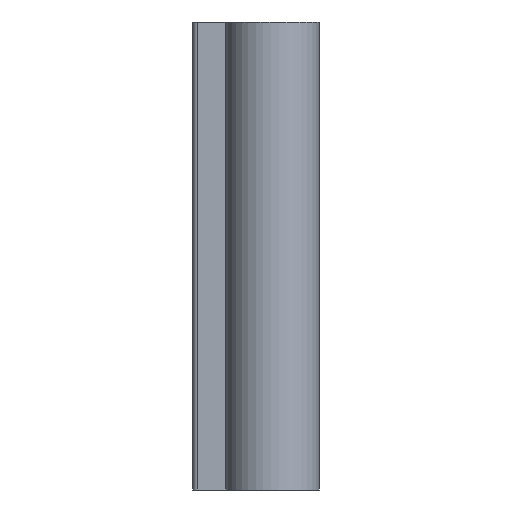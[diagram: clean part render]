
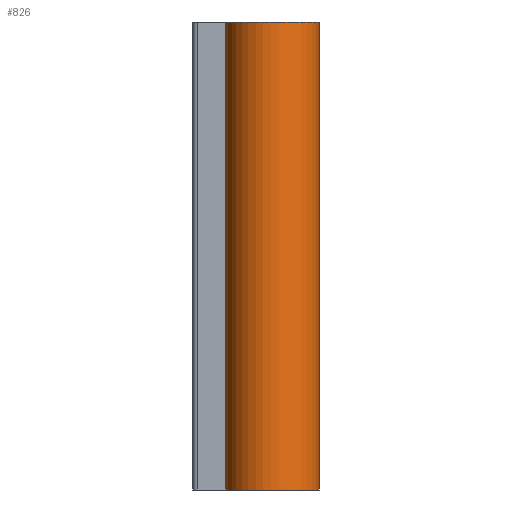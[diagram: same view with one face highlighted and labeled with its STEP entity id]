
A CAD part, left-side view. The second image highlights one B-rep face of the part: STEP entity #826.
In plain terms, the highlighted cylindrical face has radius 10 mm (diameter 20 mm), a partial arc.
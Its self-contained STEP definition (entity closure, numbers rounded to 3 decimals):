
#768=CARTESIAN_POINT('',(0.0,10.,0.0));
#769=VERTEX_POINT('',#768);
#776=CARTESIAN_POINT('',(0.0,10.,100.0));
#777=VERTEX_POINT('',#776);
#778=CARTESIAN_POINT('',(0.0,10.,0.0));
#779=DIRECTION('',(0.0,0.0,1.0));
#780=VECTOR('',#779,100.0);
#781=LINE('',#778,#780);
#782=EDGE_CURVE('',#769,#777,#781,.T.);
#794=CARTESIAN_POINT('',(0.0,0.0,0.0));
#795=DIRECTION('',(0.0,0.0,1.0));
#796=DIRECTION('',(0.,1.0,0.0));
#797=AXIS2_PLACEMENT_3D('',#794,#795,#796);
#798=CYLINDRICAL_SURFACE('',#797,10.);
#799=CARTESIAN_POINT('',(1.207,-9.927,0.0));
#800=VERTEX_POINT('',#799);
#801=CARTESIAN_POINT('',(0.0,0.0,0.0));
#802=DIRECTION('',(0.0,0.0,1.0));
#803=DIRECTION('',(0.0,1.0,0.0));
#804=AXIS2_PLACEMENT_3D('',#801,#802,#803);
#805=CIRCLE('',#804,10.);
#806=EDGE_CURVE('',#769,#800,#805,.T.);
#807=ORIENTED_EDGE('',*,*,#806,.T.);
#808=CARTESIAN_POINT('',(1.207,-9.927,100.0));
#809=VERTEX_POINT('',#808);
#810=CARTESIAN_POINT('',(1.207,-9.927,0.0));
#811=DIRECTION('',(0.0,0.0,1.0));
#812=VECTOR('',#811,100.0);
#813=LINE('',#810,#812);
#814=EDGE_CURVE('',#800,#809,#813,.T.);
#815=ORIENTED_EDGE('',*,*,#814,.T.);
#816=CARTESIAN_POINT('',(0.0,0.0,100.0));
#817=DIRECTION('',(0.0,0.0,1.0));
#818=DIRECTION('',(0.0,1.0,0.0));
#819=AXIS2_PLACEMENT_3D('',#816,#817,#818);
#820=CIRCLE('',#819,10.);
#821=EDGE_CURVE('',#777,#809,#820,.T.);
#822=ORIENTED_EDGE('',*,*,#821,.F.);
#823=ORIENTED_EDGE('',*,*,#782,.F.);
#824=EDGE_LOOP('',(#807,#815,#822,#823));
#825=FACE_OUTER_BOUND('',#824,.T.);
#826=ADVANCED_FACE('',(#825),#798,.T.);
